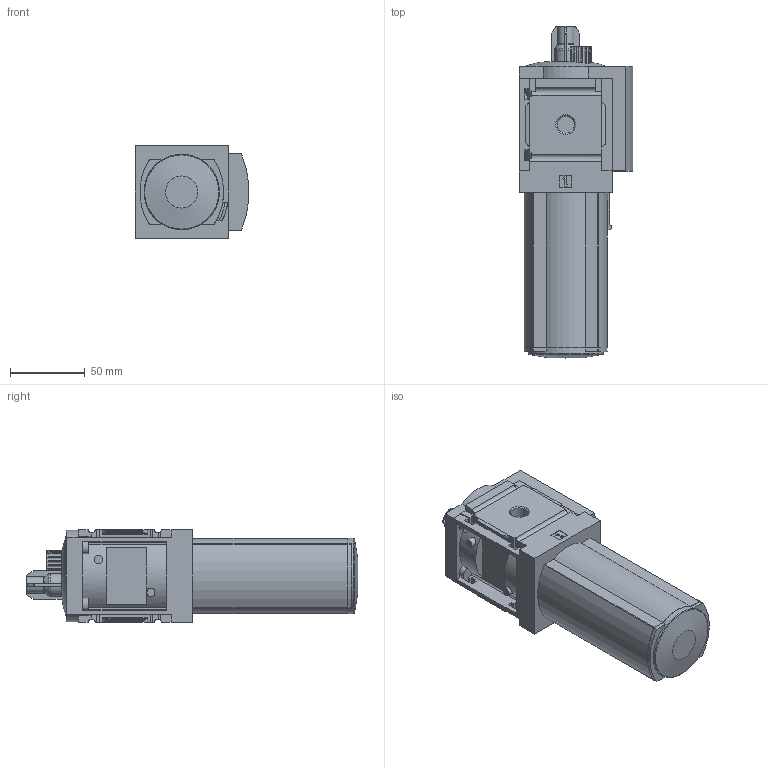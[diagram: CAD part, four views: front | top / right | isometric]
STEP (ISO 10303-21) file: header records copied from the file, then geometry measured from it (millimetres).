
FILE_DESCRIPTION(/* description */ ('STEP AP214'),/* implementation_level */ '2;1');
FILE_NAME(/* name */ '529781_MS6-LOE-1_4-U',/* time_stamp */ '2024-09-10T19:16:15+02:00',/* author */ ('License CC BY-ND 4.0'),/* organization */ ('CADENAS'),/* preprocessor_version */ 'ST-DEVELOPER v19.3',/* originating_system */ 'PARTsolutions',/* authorisation */ ' ');
FILE_SCHEMA (('AUTOMOTIVE_DESIGN {1 0 10303 214 3 1 1}'));
Length unit declared in the file: millimetre
Products named in the file (2): 529781 MS6-LOE-1/4-U; 527674 MS6-LOE-1/4-U0D
Assembly tree (1 placements, depth 2):
  529781 MS6-LOE-1/4-U
    527674 MS6-LOE-1/4-U0D
Bounding box: 75.8 x 222 x 62 mm (x, y, z)
Volume: 601449 mm3; surface area: 58555.2 mm2
Topology: 1 solids, 1 shells, 320 faces, 921 edges, 610 vertices
Faces by surface type: plane 182, cylinder 106, torus 17, cone 14, sphere 1
Full cylindrical faces by diameter (mm): 5.5 x2, 11.445 x2, 50.4 x1
Entity records: 12812 total; most frequent: CARTESIAN_POINT 2118, ORIENTED_EDGE 1806, DIRECTION 1706, EDGE_CURVE 903, VERTEX_POINT 605, LINE 582, VECTOR 582, AXIS2_PLACEMENT_3D 562
